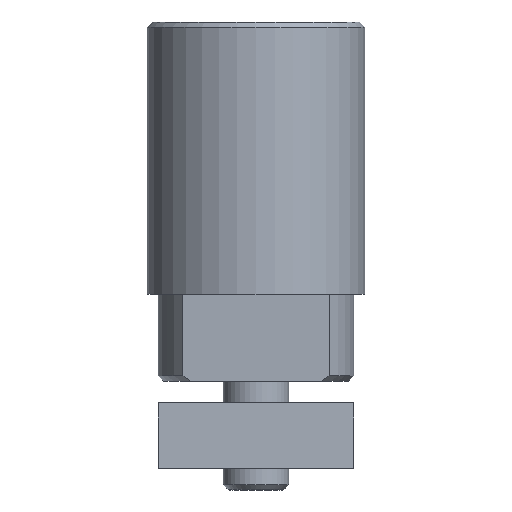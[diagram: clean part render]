
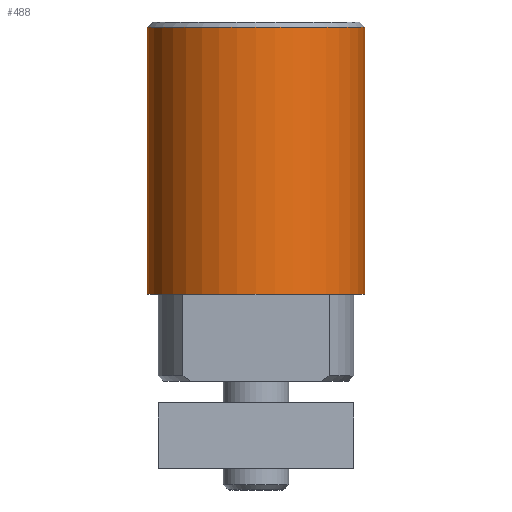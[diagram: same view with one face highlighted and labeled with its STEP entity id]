
A CAD part, front view. The second image highlights one B-rep face of the part: STEP entity #488.
In plain terms, the highlighted cylindrical face has radius 10 mm (diameter 20 mm), a partial arc.
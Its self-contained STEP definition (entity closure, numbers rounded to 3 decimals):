
#286=EDGE_CURVE('',#664,#544,#791,.T.);
#342=VERTEX_POINT('',#850);
#396=EDGE_CURVE('',#342,#544,#908,.T.);
#410=EDGE_CURVE('',#582,#664,#922,.T.);
#488=ADVANCED_FACE('',(#1005),#1006,.T.);
#520=EDGE_CURVE('',#342,#582,#1044,.T.);
#544=VERTEX_POINT('',#1070);
#582=VERTEX_POINT('',#1110);
#664=VERTEX_POINT('',#1208);
#791=LINE('',#1348,#1349);
#850=CARTESIAN_POINT('',(-10.0,0.,24.5));
#908=CIRCLE('',#1528,10.0);
#922=CIRCLE('',#1557,10.0);
#1005=FACE_OUTER_BOUND('',#1683,.T.);
#1006=CYLINDRICAL_SURFACE('',#1684,10.0);
#1044=LINE('',#1740,#1741);
#1070=CARTESIAN_POINT('',(10.,0.,24.5));
#1110=CARTESIAN_POINT('',(-10.0,0.,0.));
#1208=CARTESIAN_POINT('',(10.,0.,0.));
#1348=CARTESIAN_POINT('',(10.,0.,12.25));
#1349=VECTOR('',#2164,1.0);
#1528=AXIS2_PLACEMENT_3D('',#2261,#2262,#2263);
#1557=AXIS2_PLACEMENT_3D('',#2266,#2267,#2268);
#1683=EDGE_LOOP('',(#2357,#2358,#2359,#2360));
#1684=AXIS2_PLACEMENT_3D('',#2361,#2362,#2363);
#1740=CARTESIAN_POINT('',(-10.0,0.,12.25));
#1741=VECTOR('',#2417,1.0);
#2164=DIRECTION('',(0.0,0.0,1.0));
#2261=CARTESIAN_POINT('',(0.,0.,24.5));
#2262=DIRECTION('',(0.0,-0.0,1.0));
#2263=DIRECTION('',(1.0,0.,0.0));
#2266=CARTESIAN_POINT('',(0.,0.,0.));
#2267=DIRECTION('',(0.0,-0.0,1.0));
#2268=DIRECTION('',(1.0,0.,0.0));
#2357=ORIENTED_EDGE('',*,*,#286,.T.);
#2358=ORIENTED_EDGE('',*,*,#396,.F.);
#2359=ORIENTED_EDGE('',*,*,#520,.T.);
#2360=ORIENTED_EDGE('',*,*,#410,.T.);
#2361=CARTESIAN_POINT('',(0.,0.,12.25));
#2362=DIRECTION('',(-0.0,0.0,-1.0));
#2363=DIRECTION('',(1.0,0.,0.0));
#2417=DIRECTION('',(-0.0,-0.0,-1.0));
